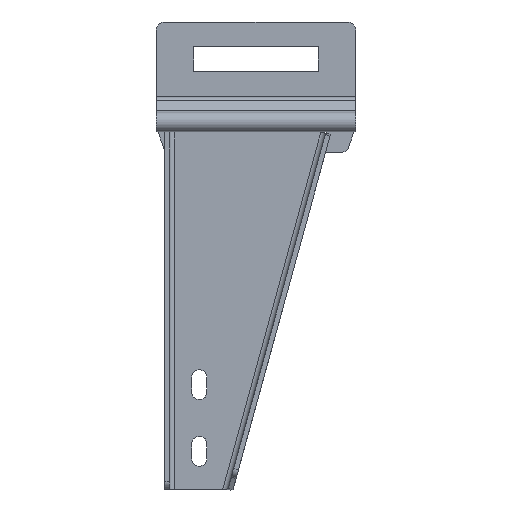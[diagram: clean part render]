
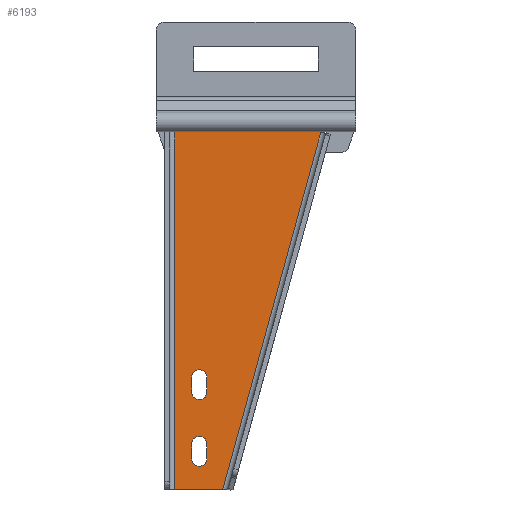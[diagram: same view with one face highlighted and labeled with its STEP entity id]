
A CAD part, left-side view. The second image highlights one B-rep face of the part: STEP entity #6193.
In plain terms, the highlighted face is planar.
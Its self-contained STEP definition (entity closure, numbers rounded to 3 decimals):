
#5301=DIRECTION('',(0.,1.,0.));
#5302=VECTOR('',#5301,28.966);
#5303=CARTESIAN_POINT('',(215.,92.584,0.));
#5304=LINE('',#5303,#5302);
#5305=DIRECTION('',(-1.,0.,0.));
#5306=VECTOR('',#5305,215.);
#5307=CARTESIAN_POINT('',(215.,121.55,0.));
#5308=LINE('',#5307,#5306);
#5309=DIRECTION('',(0.,-1.,0.));
#5310=VECTOR('',#5309,88.);
#5311=CARTESIAN_POINT('',(0.,121.55,0.));
#5312=LINE('',#5311,#5310);
#5313=DIRECTION('',(0.964,0.265,0.));
#5314=VECTOR('',#5313,222.957);
#5315=CARTESIAN_POINT('',(0.,33.55,0.));
#5316=LINE('',#5315,#5314);
#5317=DIRECTION('',(-1.,0.,0.));
#5318=VECTOR('',#5317,9.);
#5319=CARTESIAN_POINT('',(196.503,102.14,0.));
#5320=LINE('',#5319,#5318);
#5321=CARTESIAN_POINT('',(187.503,106.64,0.));
#5322=DIRECTION('',(0.,0.,-1.));
#5323=DIRECTION('',(0.,-1.,0.));
#5324=AXIS2_PLACEMENT_3D('',#5321,#5322,#5323);
#5326=DIRECTION('',(1.,0.,0.));
#5327=VECTOR('',#5326,9.);
#5328=CARTESIAN_POINT('',(187.503,111.14,0.));
#5329=LINE('',#5328,#5327);
#5330=CARTESIAN_POINT('',(196.503,106.64,0.));
#5331=DIRECTION('',(0.,0.,-1.));
#5332=DIRECTION('',(0.,1.,0.));
#5333=AXIS2_PLACEMENT_3D('',#5330,#5331,#5332);
#5335=CARTESIAN_POINT('',(156.503,106.64,0.));
#5336=DIRECTION('',(0.,0.,-1.));
#5337=DIRECTION('',(0.,1.,0.));
#5338=AXIS2_PLACEMENT_3D('',#5335,#5336,#5337);
#5340=DIRECTION('',(-1.,0.,0.));
#5341=VECTOR('',#5340,9.);
#5342=CARTESIAN_POINT('',(156.503,102.14,0.));
#5343=LINE('',#5342,#5341);
#5344=CARTESIAN_POINT('',(147.503,106.64,0.));
#5345=DIRECTION('',(0.,0.,-1.));
#5346=DIRECTION('',(0.,-1.,0.));
#5347=AXIS2_PLACEMENT_3D('',#5344,#5345,#5346);
#5349=DIRECTION('',(1.,0.,0.));
#5350=VECTOR('',#5349,9.);
#5351=CARTESIAN_POINT('',(147.503,111.14,0.));
#5352=LINE('',#5351,#5350);
#5695=CARTESIAN_POINT('',(196.503,102.14,0.));
#5696=CARTESIAN_POINT('',(187.503,102.14,0.));
#5697=VERTEX_POINT('',#5695);
#5698=VERTEX_POINT('',#5696);
#5699=CARTESIAN_POINT('',(187.503,111.14,0.));
#5700=VERTEX_POINT('',#5699);
#5701=CARTESIAN_POINT('',(196.503,111.14,0.));
#5702=VERTEX_POINT('',#5701);
#5703=CARTESIAN_POINT('',(156.503,111.14,0.));
#5704=CARTESIAN_POINT('',(156.503,102.14,0.));
#5705=VERTEX_POINT('',#5703);
#5706=VERTEX_POINT('',#5704);
#5707=CARTESIAN_POINT('',(147.503,102.14,0.));
#5708=VERTEX_POINT('',#5707);
#5709=CARTESIAN_POINT('',(147.503,111.14,0.));
#5710=VERTEX_POINT('',#5709);
#5865=CARTESIAN_POINT('',(0.,121.55,0.));
#5867=VERTEX_POINT('',#5865);
#5873=CARTESIAN_POINT('',(215.,121.55,0.));
#5875=VERTEX_POINT('',#5873);
#5893=CARTESIAN_POINT('',(215.,92.584,0.));
#5894=VERTEX_POINT('',#5893);
#5895=CARTESIAN_POINT('',(0.,33.55,0.));
#5896=VERTEX_POINT('',#5895);
#6159=CARTESIAN_POINT('',(0.,0.,0.));
#6160=DIRECTION('',(0.,0.,1.));
#6161=DIRECTION('',(1.,0.,0.));
#6162=AXIS2_PLACEMENT_3D('',#6159,#6160,#6161);
#6163=PLANE('',#6162);
#6165=ORIENTED_EDGE('',*,*,#6164,.T.);
#6166=ORIENTED_EDGE('',*,*,#6152,.T.);
#6168=ORIENTED_EDGE('',*,*,#6167,.T.);
#6170=ORIENTED_EDGE('',*,*,#6169,.T.);
#6171=EDGE_LOOP('',(#6165,#6166,#6168,#6170));
#6172=FACE_OUTER_BOUND('',#6171,.F.);
#6174=ORIENTED_EDGE('',*,*,#6173,.T.);
#6176=ORIENTED_EDGE('',*,*,#6175,.T.);
#6178=ORIENTED_EDGE('',*,*,#6177,.T.);
#6180=ORIENTED_EDGE('',*,*,#6179,.T.);
#6181=EDGE_LOOP('',(#6174,#6176,#6178,#6180));
#6182=FACE_BOUND('',#6181,.F.);
#6184=ORIENTED_EDGE('',*,*,#6183,.T.);
#6186=ORIENTED_EDGE('',*,*,#6185,.T.);
#6188=ORIENTED_EDGE('',*,*,#6187,.T.);
#6190=ORIENTED_EDGE('',*,*,#6189,.T.);
#6191=EDGE_LOOP('',(#6184,#6186,#6188,#6190));
#6192=FACE_BOUND('',#6191,.F.);
#6193=ADVANCED_FACE('',(#6172,#6182,#6192),#6163,.F.);
#5325=CIRCLE('',#5324,4.5);
#5334=CIRCLE('',#5333,4.5);
#5339=CIRCLE('',#5338,4.5);
#5348=CIRCLE('',#5347,4.5);
#6152=EDGE_CURVE('',#5875,#5867,#5308,.T.);
#6164=EDGE_CURVE('',#5894,#5875,#5304,.T.);
#6167=EDGE_CURVE('',#5867,#5896,#5312,.T.);
#6169=EDGE_CURVE('',#5896,#5894,#5316,.T.);
#6173=EDGE_CURVE('',#5697,#5698,#5320,.T.);
#6175=EDGE_CURVE('',#5698,#5700,#5325,.T.);
#6177=EDGE_CURVE('',#5700,#5702,#5329,.T.);
#6179=EDGE_CURVE('',#5702,#5697,#5334,.T.);
#6183=EDGE_CURVE('',#5705,#5706,#5339,.T.);
#6185=EDGE_CURVE('',#5706,#5708,#5343,.T.);
#6187=EDGE_CURVE('',#5708,#5710,#5348,.T.);
#6189=EDGE_CURVE('',#5710,#5705,#5352,.T.);
